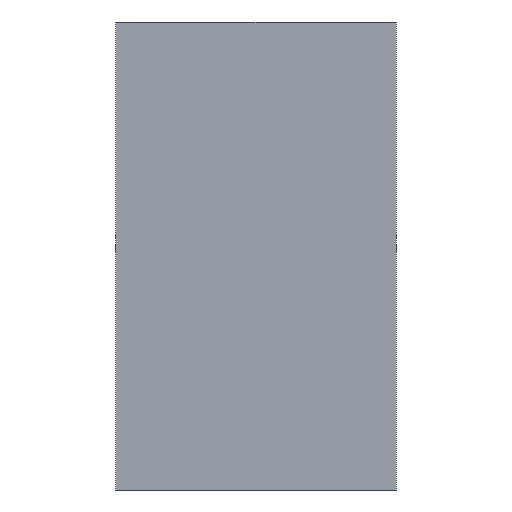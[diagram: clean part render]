
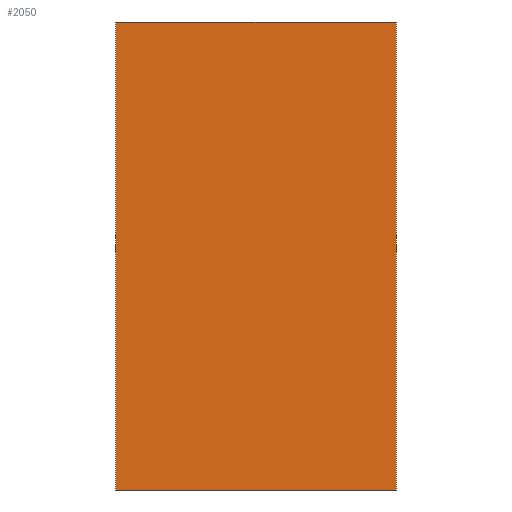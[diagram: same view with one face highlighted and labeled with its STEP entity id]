
A CAD part, front view. The second image highlights one B-rep face of the part: STEP entity #2050.
In plain terms, the highlighted planar face has unit normal (0, -1, 0).
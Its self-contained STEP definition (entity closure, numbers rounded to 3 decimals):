
#1182=CARTESIAN_POINT('',(-20.604,-15.339,100.0));
#1183=VERTEX_POINT('',#1182);
#1200=CARTESIAN_POINT('',(-20.604,-15.339,0.0));
#1201=VERTEX_POINT('',#1200);
#1208=CARTESIAN_POINT('',(-20.604,-15.339,0.0));
#1209=DIRECTION('',(0.0,0.0,1.0));
#1210=VECTOR('',#1209,100.0);
#1211=LINE('',#1208,#1210);
#1212=EDGE_CURVE('',#1201,#1183,#1211,.T.);
#2003=CARTESIAN_POINT('',(39.396,-15.339,100.0));
#2004=VERTEX_POINT('',#2003);
#2011=CARTESIAN_POINT('',(39.396,-15.339,0.0));
#2012=VERTEX_POINT('',#2011);
#2013=CARTESIAN_POINT('',(39.396,-15.339,0.0));
#2014=DIRECTION('',(0.0,0.0,1.0));
#2015=VECTOR('',#2014,100.0);
#2016=LINE('',#2013,#2015);
#2017=EDGE_CURVE('',#2012,#2004,#2016,.T.);
#2029=CARTESIAN_POINT('',(39.396,-15.339,0.0));
#2030=DIRECTION('',(0.0,-1.0,0.0));
#2031=DIRECTION('',(0.0,0.0,-1.0));
#2032=AXIS2_PLACEMENT_3D('',#2029,#2030,#2031);
#2033=PLANE('',#2032);
#2034=CARTESIAN_POINT('',(39.396,-15.339,100.0));
#2035=DIRECTION('',(-1.0,0.0,0.0));
#2036=VECTOR('',#2035,60.);
#2037=LINE('',#2034,#2036);
#2038=EDGE_CURVE('',#2004,#1183,#2037,.T.);
#2039=ORIENTED_EDGE('',*,*,#2038,.T.);
#2040=ORIENTED_EDGE('',*,*,#1212,.F.);
#2041=CARTESIAN_POINT('',(-20.604,-15.339,0.0));
#2042=DIRECTION('',(1.0,0.0,0.0));
#2043=VECTOR('',#2042,60.);
#2044=LINE('',#2041,#2043);
#2045=EDGE_CURVE('',#1201,#2012,#2044,.T.);
#2046=ORIENTED_EDGE('',*,*,#2045,.T.);
#2047=ORIENTED_EDGE('',*,*,#2017,.T.);
#2048=EDGE_LOOP('',(#2039,#2040,#2046,#2047));
#2049=FACE_OUTER_BOUND('',#2048,.T.);
#2050=ADVANCED_FACE('',(#2049),#2033,.T.);
